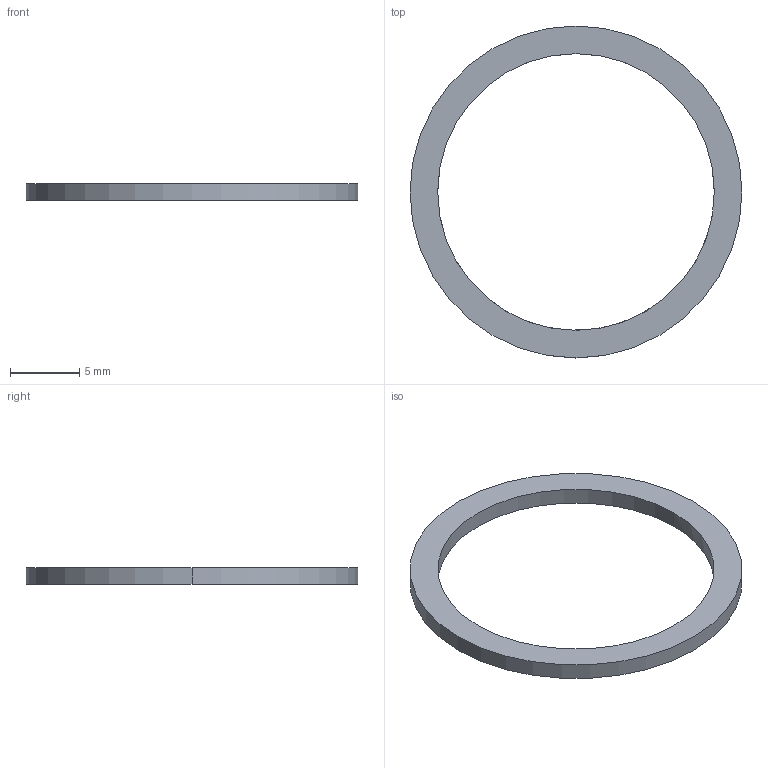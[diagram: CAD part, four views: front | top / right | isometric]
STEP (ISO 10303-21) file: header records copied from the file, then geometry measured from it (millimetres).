
FILE_DESCRIPTION(('CATIA V5 STEP Exchange','CAx-IF Rec.Pracs.--- Model Styling and Organization---1.2---2011-12-15'),'2;1');
FILE_NAME ('D1455208_0_1736240000_1736240000.stp','2018-02-23T12:03:33+00:00',('none'),('Weidmueller'),'CATIA Version 5-6 Release 2014','CATIA V5 STEP AP214','none');
FILE_SCHEMA(('AUTOMOTIVE_DESIGN { 1 0 10303 214 1 1 1 1 }'));
Length unit declared in the file: millimetre
Products named in the file (1): 1736240000_GWDR_M20-NP
Bounding box: 24 x 24 x 1.2 mm (x, y, z)
Volume: 165.9 mm3; surface area: 442.3 mm2
Topology: 1 solids, 1 shells, 6 faces, 12 edges, 8 vertices
Faces by surface type: cylinder 4, plane 2
Entity records: 193 total; most frequent: CARTESIAN_POINT 41, ORIENTED_EDGE 24, DIRECTION 23, AXIS2_PLACEMENT_3D 14, EDGE_CURVE 12, EDGE_LOOP 8, VERTEX_POINT 8, CIRCLE 7
